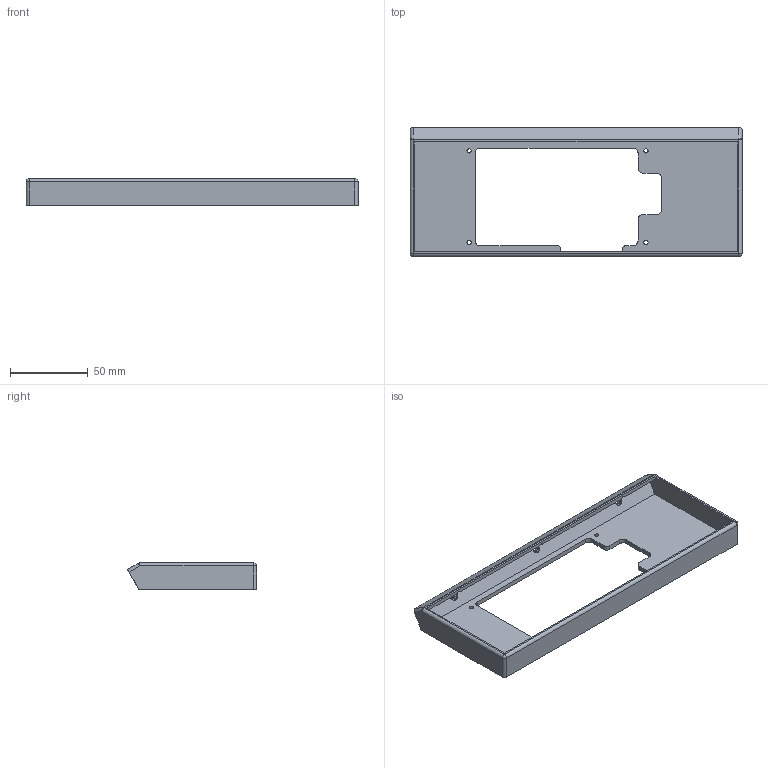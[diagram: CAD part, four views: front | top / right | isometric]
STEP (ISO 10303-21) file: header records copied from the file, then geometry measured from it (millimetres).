
FILE_DESCRIPTION (( 'STEP AP214' ), '1' );
FILE_NAME ('LCDCover7p9V3.STEP', '2023-10-21T22:32:57', ( '' ), ( '' ), 'SwSTEP 2.0', 'SolidWorks 2022', '' );
FILE_SCHEMA (( 'AUTOMOTIVE_DESIGN' ));
Length unit declared in the file: millimetre
Products named in the file (1): LCDCover7p9V3
Bounding box: 214 x 83.16 x 17 mm (x, y, z)
Volume: 54116.6 mm3; surface area: 39123.6 mm2
Topology: 1 solids, 1 shells, 77 faces, 215 edges, 138 vertices
Faces by surface type: cylinder 40, plane 33, sphere 4
Entity records: 2537 total; most frequent: CARTESIAN_POINT 453, DIRECTION 441, ORIENTED_EDGE 426, EDGE_CURVE 213, AXIS2_PLACEMENT_3D 158, VERTEX_POINT 138, VECTOR 125, LINE 125
